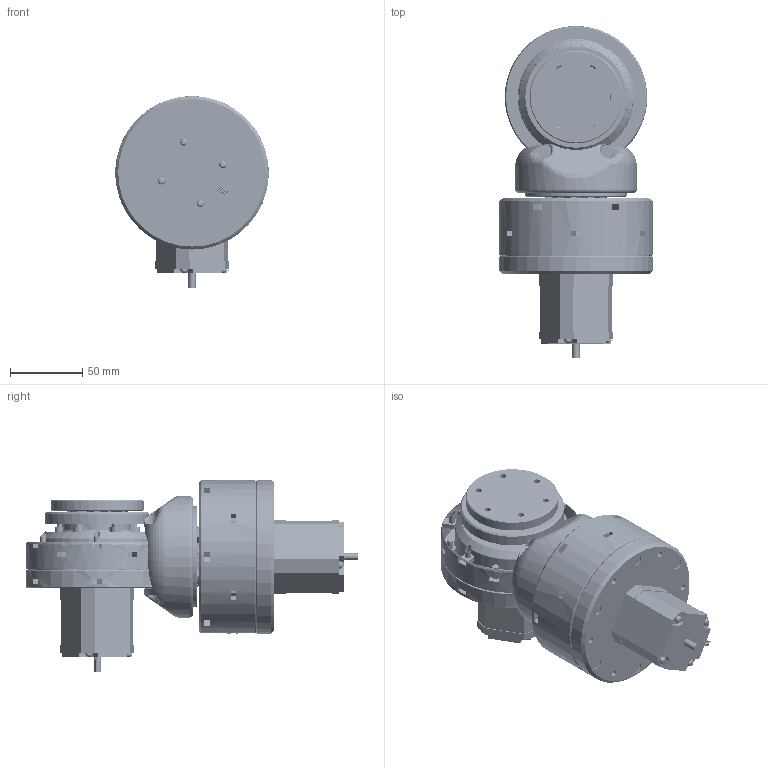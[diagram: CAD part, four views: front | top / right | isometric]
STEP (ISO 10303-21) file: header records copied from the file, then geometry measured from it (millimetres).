
FILE_DESCRIPTION(/* description */ (''),/* implementation_level */ '2;1');
FILE_NAME(/* name */ 'ARM.step',/* time_stamp */ '2021-05-08T16:31:35+09:00',/* author */ (''),/* organization */ (''),/* preprocessor_version */ 'ST-DEVELOPER v18.1',/* originating_system */ 'Autodesk Translation Framework v10.6.0.1341',/* authorisation */ '');
FILE_SCHEMA (('AUTOMOTIVE_DESIGN { 1 0 10303 214 3 1 1 }'));
Products named in the file (44): ARM; Harmonic_drive7; WAVE_GEN1_ASM; WAVE_BEARING_PLATE; WAVE_BEARING_CAP; SQ_NUT_M4; M4x15; 606ZZ; FLEXGEAR; CircularSpline; ASM_HOUSING; HOUSING; 6807ZZ; ASM_MOTOR; MOTOR_CAP; NEMA17; M3x10; M4x25; ASM_OUTPUT_SHAFT; OUTPUT_SHAFT; M4ナット; M4x10; Harmonic_drive9; WAVE_GEN1_ASM_1; WAVE_BEARING_PLATE_1; SQ_NUT_M4_1; M4x15_1; 606ZZ_1; コンポーネント43; FLEXGEAR_1; CircularSpline_1; M4x25_1; ASM_HOUSING_1; HOUSING_1; 6807ZZ_1; M4x10_1; コンポーネント41; MOTOR_CAP_1; NEMA17_1; M3x10_1 ...
Assembly tree (123 placements, depth 4):
  ARM
    Harmonic_drive7
      WAVE_GEN1_ASM
        WAVE_BEARING_PLATE
        WAVE_BEARING_CAP
        606ZZ  x6
        SQ_NUT_M4  x2
        M4x15  x2
        M4x10  x2
      FLEXGEAR
      CircularSpline
      ASM_HOUSING
        HOUSING
        6807ZZ
        M4ナット  x6
        M4x10  x6
      ASM_MOTOR
        MOTOR_CAP
        NEMA17
        M3x10  x4
        M4x25  x6
        M4ナット  x6
      ASM_OUTPUT_SHAFT
        OUTPUT_SHAFT
        M4ナット  x6
        M4x10  x6
    Harmonic_drive9
      WAVE_GEN1_ASM_1
        WAVE_BEARING_PLATE_1
        606ZZ_1  x6
        SQ_NUT_M4_1  x2
        M4x15_1  x2
        M4x10_1  x2
        コンポーネント43
      FLEXGEAR_1
      CircularSpline_1
      M4ナット_1
      M4x25_1
      M4x10_1  x6
      ASM_HOUSING_1
        HOUSING_1
        6807ZZ_1
        M4ナット_1  x6
        M4x10_1  x6
      コンポーネント41
        MOTOR_CAP_1
        NEMA17_1
        M3x10_1  x4
      ASM_OUTPUT_SHAFT_1
        OUTPUT_SHAFT_1
        M4ナット_1  x6
    HD_joint_1
Bounding box: 106 x 229.4 x 132.5 mm (x, y, z)
Volume: 811663.4 mm3; surface area: 321987.2 mm2
Topology: 113 solids, 113 shells, 5288 faces, 14149 edges, 9324 vertices
Faces by surface type: bspline 2139, plane 1766, cylinder 1025, cone 271, torus 87
Full cylindrical faces by diameter (mm): 0.955 x8, 3 x20, 3.4 x19, 3.5 x8, 3.75 x8, 4 x70, 4.3 x94, 4.896 x8, 5 x4, 5.2 x3, 5.5 x12, 5.92 x18, 6 x20, 6.3 x6, 7 x35, 7.3 x6, 7.6 x18, 9 x7, 9.52 x24, 14.184 x24, 16 x1, 17 x12, 20 x2, 22 x2, 22.4 x2, 32 x2, 35 x2, 36 x1, 38.84 x4, 44.227 x4
Entity records: 221746 total; most frequent: CARTESIAN_POINT 114490, ORIENTED_EDGE 26024, DIRECTION 15418, EDGE_CURVE 13012, VERTEX_POINT 8582, LINE 5290, VECTOR 5290, EDGE_LOOP 5142
